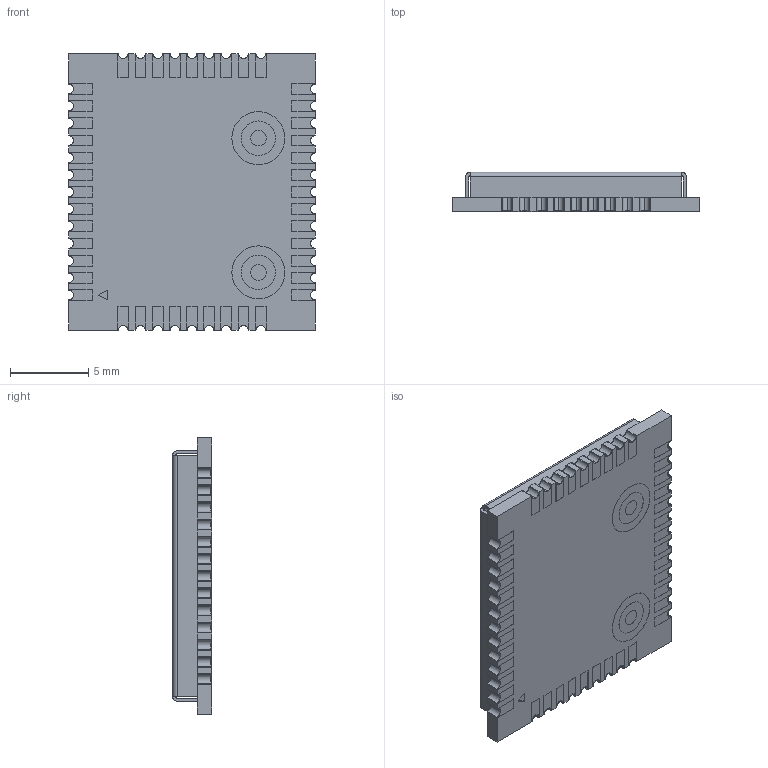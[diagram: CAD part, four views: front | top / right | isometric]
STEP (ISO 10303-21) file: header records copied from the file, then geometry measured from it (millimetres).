
FILE_DESCRIPTION (( 'STEP AP214' ), '1' );
FILE_NAME ('M66TE-A.STEP', '2020-03-10T13:07:38', ( '' ), ( '' ), 'SwSTEP 2.0', 'SolidWorks 2017', '' );
FILE_SCHEMA (( 'AUTOMOTIVE_DESIGN' ));
Length unit declared in the file: millimetre
Products named in the file (1): M66TE-A
Bounding box: 15.8 x 2.5 x 17.7 mm (x, y, z)
Volume: 306.7 mm3; surface area: 1457.7 mm2
Topology: 53 solids, 53 shells, 816 faces, 1926 edges, 1220 vertices
Faces by surface type: plane 621, cylinder 195
Entity records: 23582 total; most frequent: CARTESIAN_POINT 3963, DIRECTION 3950, ORIENTED_EDGE 3852, EDGE_CURVE 1926, VECTOR 1536, LINE 1536, VERTEX_POINT 1220, AXIS2_PLACEMENT_3D 1207
